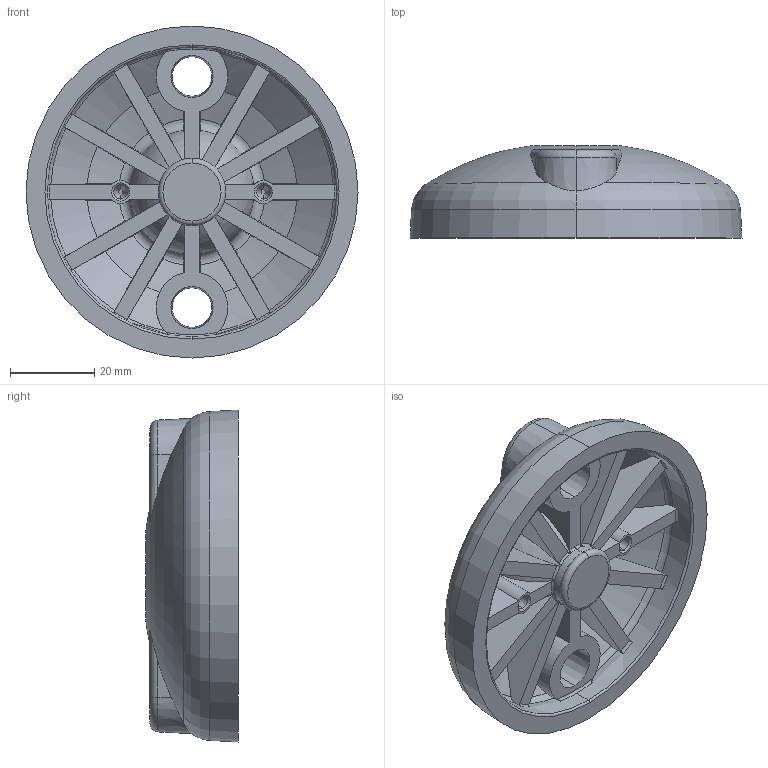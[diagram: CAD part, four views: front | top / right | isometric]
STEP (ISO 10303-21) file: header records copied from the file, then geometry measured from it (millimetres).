
FILE_DESCRIPTION (( 'STEP AP214' ), '1' );
FILE_NAME ('098c080kb.STEP', '2014-08-12T07:41:58', ( '' ), ( '' ), 'SwSTEP 2.0', 'SolidWorks 2014', '' );
FILE_SCHEMA (( 'AUTOMOTIVE_DESIGN' ));
Length unit declared in the file: millimetre
Products named in the file (1): 098c080kb
Bounding box: 79 x 22 x 79 mm (x, y, z)
Volume: 44172.3 mm3; surface area: 21509.7 mm2
Topology: 1 solids, 1 shells, 195 faces, 542 edges, 352 vertices
Faces by surface type: torus 62, plane 51, cone 44, cylinder 24, sphere 14
Entity records: 7304 total; most frequent: CARTESIAN_POINT 2558, ORIENTED_EDGE 1084, DIRECTION 942, EDGE_CURVE 542, AXIS2_PLACEMENT_3D 434, VERTEX_POINT 352, CIRCLE 238, EDGE_LOOP 202
